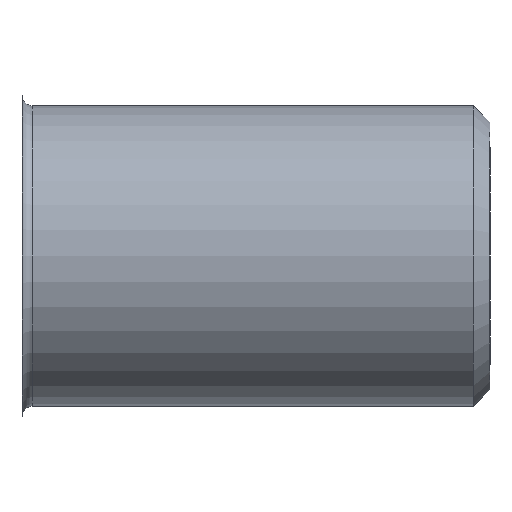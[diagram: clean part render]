
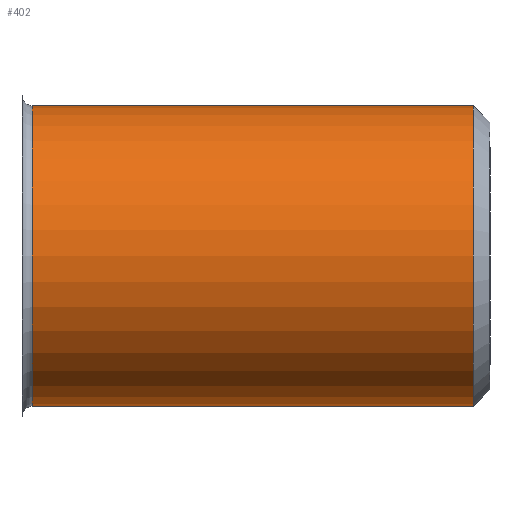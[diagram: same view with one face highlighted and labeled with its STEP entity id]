
A CAD part, left-side view. The second image highlights one B-rep face of the part: STEP entity #402.
In plain terms, the highlighted cylindrical face has radius 4.5 mm (diameter 9 mm), a partial arc.
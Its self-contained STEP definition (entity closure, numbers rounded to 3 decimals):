
#21 = CIRCLE ( 'NONE', #264, 4.5 ) ;
#22 = DIRECTION ( 'NONE',  ( 0., 0., 1. ) ) ;
#25 = CARTESIAN_POINT ( 'NONE',  ( 0., -0.3, 4.5 ) ) ;
#26 = CARTESIAN_POINT ( 'NONE',  ( 0., -13.5, -4.5 ) ) ;
#37 = CIRCLE ( 'NONE', #313, 4.5 ) ;
#41 = EDGE_CURVE ( 'NONE', #302, #406, #314, .T. ) ;
#51 = CARTESIAN_POINT ( 'NONE',  ( 0., 0., -4.5 ) ) ;
#55 = DIRECTION ( 'NONE',  ( 0., 1., 0. ) ) ;
#64 = EDGE_CURVE ( 'NONE', #411, #302, #21, .T. ) ;
#69 = DIRECTION ( 'NONE',  ( 0., 1., 0. ) ) ;
#88 = DIRECTION ( 'NONE',  ( 0., 0., 1. ) ) ;
#110 = CARTESIAN_POINT ( 'NONE',  ( 0., -13.5, 0. ) ) ;
#122 = CYLINDRICAL_SURFACE ( 'NONE', #387, 4.5 ) ;
#184 = DIRECTION ( 'NONE',  ( 0., 0., 1. ) ) ;
#185 = FACE_OUTER_BOUND ( 'NONE', #204, .T. ) ;
#192 = EDGE_CURVE ( 'NONE', #423, #406, #37, .T. ) ;
#202 = VECTOR ( 'NONE', #69, 1000. ) ;
#204 = EDGE_LOOP ( 'NONE', ( #329, #293, #400, #274 ) ) ;
#214 = DIRECTION ( 'NONE',  ( 0., 1., 0. ) ) ;
#218 = CARTESIAN_POINT ( 'NONE',  ( 0., -13.5, 4.5 ) ) ;
#259 = CARTESIAN_POINT ( 'NONE',  ( 0., -0.3, -4.5 ) ) ;
#264 = AXIS2_PLACEMENT_3D ( 'NONE', #110, #214, #184 ) ;
#270 = CARTESIAN_POINT ( 'NONE',  ( 0., 0., 4.5 ) ) ;
#274 = ORIENTED_EDGE ( 'NONE', *, *, #192, .F. ) ;
#293 = ORIENTED_EDGE ( 'NONE', *, *, #64, .T. ) ;
#302 = VERTEX_POINT ( 'NONE', #218 ) ;
#313 = AXIS2_PLACEMENT_3D ( 'NONE', #418, #385, #22 ) ;
#314 = LINE ( 'NONE', #270, #202 ) ;
#318 = DIRECTION ( 'NONE',  ( 0., 1., 0. ) ) ;
#329 = ORIENTED_EDGE ( 'NONE', *, *, #429, .F. ) ;
#334 = LINE ( 'NONE', #51, #399 ) ;
#385 = DIRECTION ( 'NONE',  ( 0., 1., 0. ) ) ;
#386 = CARTESIAN_POINT ( 'NONE',  ( 0., 0., 0. ) ) ;
#387 = AXIS2_PLACEMENT_3D ( 'NONE', #386, #55, #88 ) ;
#399 = VECTOR ( 'NONE', #318, 1000. ) ;
#400 = ORIENTED_EDGE ( 'NONE', *, *, #41, .T. ) ;
#402 = ADVANCED_FACE ( 'NONE', ( #185 ), #122, .T. ) ;
#406 = VERTEX_POINT ( 'NONE', #25 ) ;
#411 = VERTEX_POINT ( 'NONE', #26 ) ;
#418 = CARTESIAN_POINT ( 'NONE',  ( 0., -0.3, 0. ) ) ;
#423 = VERTEX_POINT ( 'NONE', #259 ) ;
#429 = EDGE_CURVE ( 'NONE', #411, #423, #334, .T. ) ;
